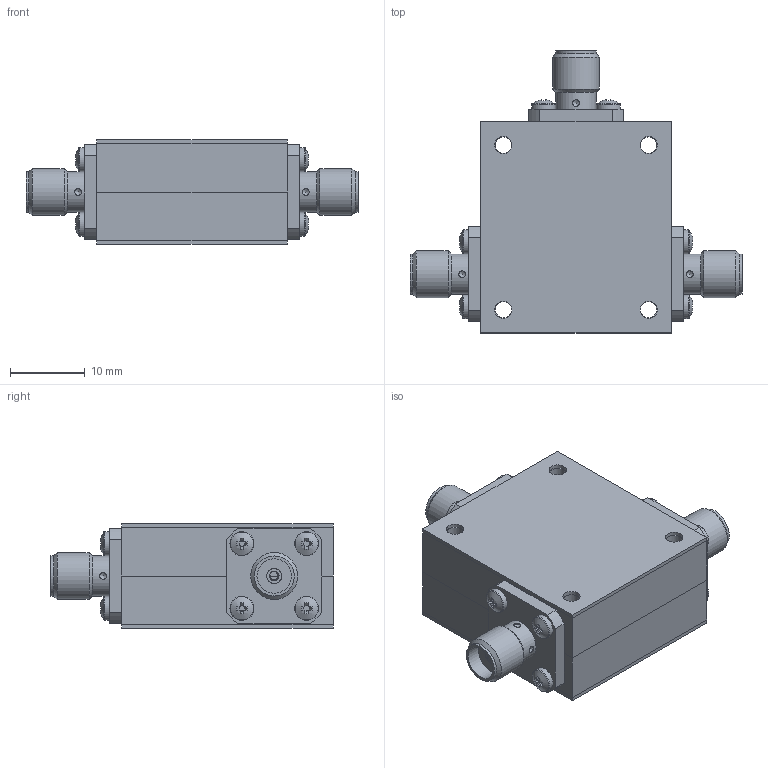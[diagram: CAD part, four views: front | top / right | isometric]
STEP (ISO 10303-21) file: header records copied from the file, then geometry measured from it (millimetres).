
FILE_DESCRIPTION (( 'STEP AP214' ), '1' );
FILE_NAME ('006472.STEP', '2020-11-23T12:15:40', ( '' ), ( '' ), 'SwSTEP 2.0', 'SolidWorks 2019', '' );
FILE_SCHEMA (( 'AUTOMOTIVE_DESIGN' ));
Length unit declared in the file: millimetre
Products named in the file (1): 006472
Bounding box: 44.34 x 37.67 x 14 mm (x, y, z)
Surface area: 6531.9 mm2 (no closed solid volume)
Topology: 0 solids, 30 shells, 344 faces, 1041 edges, 730 vertices
Faces by surface type: plane 196, cylinder 70, cone 54, bspline 24
Full cylindrical faces by diameter (mm): 0.9 x12, 1.275 x3, 2 x3, 2.2 x8, 2.3 x8, 3.2 x12, 4.61 x3, 5.35 x3, 5.4 x3, 6.26 x3
Entity records: 13668 total; most frequent: CARTESIAN_POINT 5519, DIRECTION 1550, ORIENTED_EDGE 1441, EDGE_CURVE 907, VERTEX_POINT 687, AXIS2_PLACEMENT_3D 581, EDGE_LOOP 484, FACE_OUTER_BOUND 414
